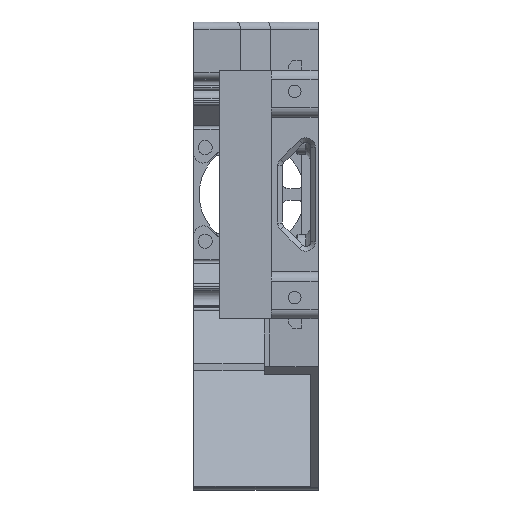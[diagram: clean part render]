
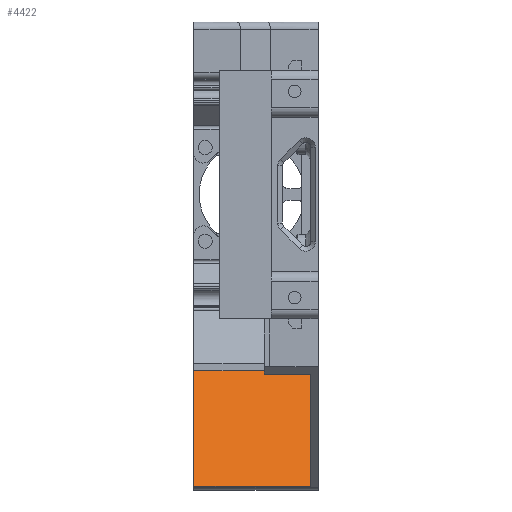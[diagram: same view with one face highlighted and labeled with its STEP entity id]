
A CAD part, left-side view. The second image highlights one B-rep face of the part: STEP entity #4422.
In plain terms, the highlighted planar face has unit normal (-0.707, 0, 0.707).
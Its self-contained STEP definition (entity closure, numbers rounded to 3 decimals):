
#239=FACE_OUTER_BOUND('',#511,.T.);
#511=EDGE_LOOP('',(#3155,#3156,#3157,#3158,#3159,#3160));
#1051=LINE('',#6783,#1500);
#1052=LINE('',#6785,#1501);
#1053=LINE('',#6787,#1502);
#1054=LINE('',#6789,#1503);
#1055=LINE('',#6791,#1504);
#1056=LINE('',#6792,#1505);
#1500=VECTOR('',#5376,1.);
#1501=VECTOR('',#5377,15.);
#1502=VECTOR('',#5378,34.836);
#1503=VECTOR('',#5379,24.9);
#1504=VECTOR('',#5380,33.836);
#1505=VECTOR('',#5381,9.9);
#1962=VERTEX_POINT('',#6781);
#1963=VERTEX_POINT('',#6782);
#1964=VERTEX_POINT('',#6784);
#1965=VERTEX_POINT('',#6786);
#1966=VERTEX_POINT('',#6788);
#1967=VERTEX_POINT('',#6790);
#2414=EDGE_CURVE('',#1962,#1963,#1051,.T.);
#2415=EDGE_CURVE('',#1962,#1964,#1052,.T.);
#2416=EDGE_CURVE('',#1965,#1964,#1053,.T.);
#2417=EDGE_CURVE('',#1966,#1965,#1054,.T.);
#2418=EDGE_CURVE('',#1966,#1967,#1055,.T.);
#2419=EDGE_CURVE('',#1967,#1963,#1056,.T.);
#3155=ORIENTED_EDGE('',*,*,#2414,.F.);
#3156=ORIENTED_EDGE('',*,*,#2415,.T.);
#3157=ORIENTED_EDGE('',*,*,#2416,.F.);
#3158=ORIENTED_EDGE('',*,*,#2417,.F.);
#3159=ORIENTED_EDGE('',*,*,#2418,.T.);
#3160=ORIENTED_EDGE('',*,*,#2419,.T.);
#4276=PLANE('',#4730);
#4422=ADVANCED_FACE('',(#239),#4276,.T.);
#4730=AXIS2_PLACEMENT_3D('',#6780,#5374,#5375);
#5374=DIRECTION('center_axis',(-0.707,0.,0.707));
#5375=DIRECTION('ref_axis',(0.707,0.,0.707));
#5376=DIRECTION('',(-0.707,0.,-0.707));
#5377=DIRECTION('',(0.,1.,0.));
#5378=DIRECTION('',(0.707,0.,0.707));
#5379=DIRECTION('',(0.,1.,0.));
#5380=DIRECTION('',(0.707,0.,0.707));
#5381=DIRECTION('',(0.,1.,0.));
#6780=CARTESIAN_POINT('Origin',(114.093,-9.9,-24.5));
#6781=CARTESIAN_POINT('',(101.,0.,-37.593));
#6782=CARTESIAN_POINT('',(100.293,0.,-38.3));
#6783=CARTESIAN_POINT('',(101.,0.,-37.593));
#6784=CARTESIAN_POINT('',(101.,15.,-37.593));
#6785=CARTESIAN_POINT('',(101.,0.,-37.593));
#6786=CARTESIAN_POINT('',(76.368,15.,-62.225));
#6787=CARTESIAN_POINT('',(76.368,15.,-62.225));
#6788=CARTESIAN_POINT('',(76.368,-9.9,-62.225));
#6789=CARTESIAN_POINT('',(76.368,-9.9,-62.225));
#6790=CARTESIAN_POINT('',(100.293,-9.9,-38.3));
#6791=CARTESIAN_POINT('',(76.368,-9.9,-62.225));
#6792=CARTESIAN_POINT('',(100.293,-9.9,-38.3));
